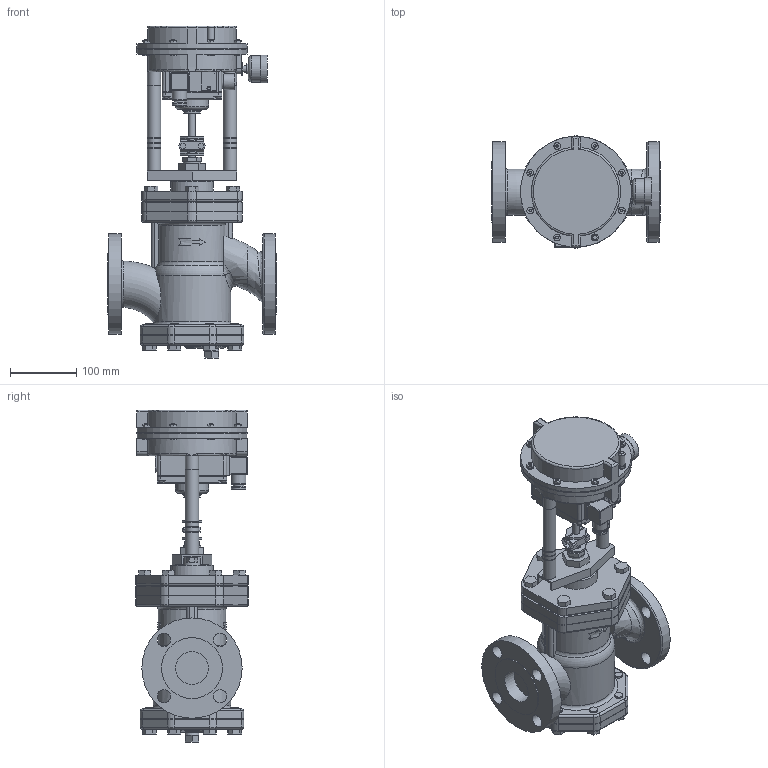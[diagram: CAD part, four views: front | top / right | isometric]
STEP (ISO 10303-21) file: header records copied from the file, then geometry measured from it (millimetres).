
FILE_DESCRIPTION(/* description */ (''),/* implementation_level */ '2;1');
FILE_NAME(/* name */ 'cvsr0-050-a0150-00.stp',/* time_stamp */ '2018-06-26T13:47:46+09:00',/* author */ ('nakaot'),/* organization */ (''),/* preprocessor_version */ 'ST-DEVELOPER v15.6',/* originating_system */ 'Autodesk Inventor 2015',/* authorisation */ '');
FILE_SCHEMA (('CONFIG_CONTROL_DESIGN'));
Length unit declared in the file: millimetre
Products named in the file (1): cvsr0-050-a0150-00
Bounding box: 255 x 171.16 x 503 mm (x, y, z)
Volume: 5956687.6 mm3; surface area: 528551.8 mm2
Topology: 3 solids, 4 shells, 1072 faces, 2560 edges, 1620 vertices
Faces by surface type: plane 717, cylinder 256, torus 56, bspline 38, sphere 4, cone 1
Full cylindrical faces by diameter (mm): 4 x8, 4.5 x4, 6 x1, 8 x4, 10 x10, 10.392 x1, 11.445 x2, 12 x34, 14 x8, 15 x3, 16 x2, 16.6 x1, 18 x6, 20 x20, 22 x3, 24 x1, 25 x1, 26 x1, 30 x1, 40 x1, 42 x1, 50 x3, 65 x1, 88 x1, 92.1 x1, 100 x1, 120 x1, 152 x2, 164 x1, 168 x2
Entity records: 32161 total; most frequent: CARTESIAN_POINT 7761, DIRECTION 5050, ORIENTED_EDGE 4758, EDGE_CURVE 2379, AXIS2_PLACEMENT_3D 1772, VERTEX_POINT 1585, LINE 1506, VECTOR 1506
